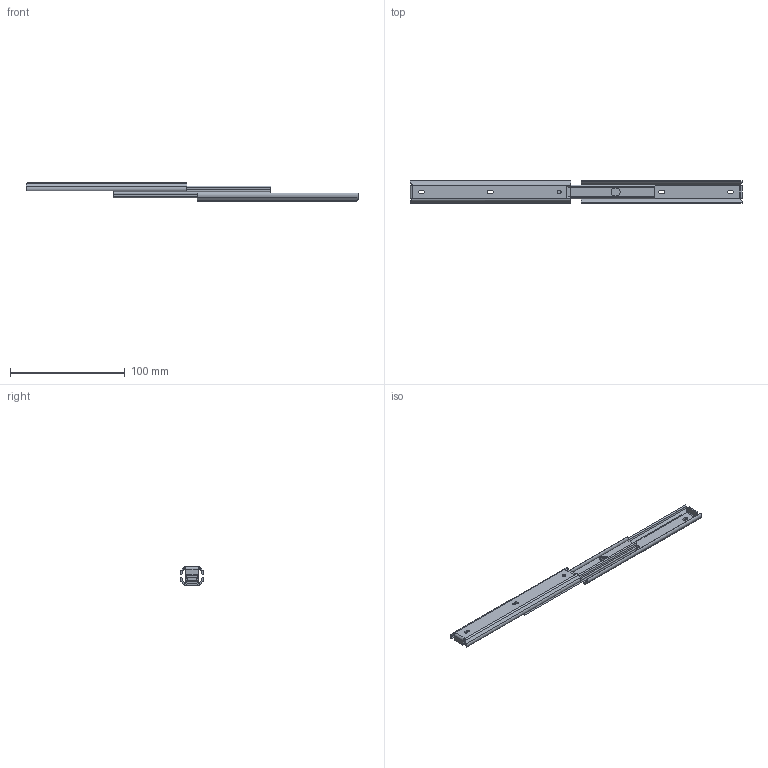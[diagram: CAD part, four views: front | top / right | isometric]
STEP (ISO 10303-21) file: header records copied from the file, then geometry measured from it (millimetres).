
FILE_DESCRIPTION (( 'STEP AP203' ), '1' );
FILE_NAME ('KC-284-14.STEP', '2019-06-06T00:10:23', ( '' ), ( '' ), 'SwSTEP 2.0', 'SolidWorks 2014', '' );
FILE_SCHEMA (( 'CONFIG_CONTROL_DESIGN' ));
Length unit declared in the file: millimetre
Products named in the file (3): KC-284-14中間リテイナー_; KC-284-14僇僶乕_岞-1; KC-284-14
Assembly tree (4 placements, depth 2):
  KC-284-14
    KC-284-14僇僶乕_岞-1  x2
    KC-284-14中間リテイナー_  x2
Bounding box: 289 x 20 x 16 mm (x, y, z)
Volume: 16738.3 mm3; surface area: 27355.3 mm2
Topology: 4 solids, 4 shells, 176 faces, 508 edges, 336 vertices
Faces by surface type: cylinder 88, plane 88
Entity records: 3321 total; most frequent: CARTESIAN_POINT 583, ORIENTED_EDGE 508, DIRECTION 504, EDGE_CURVE 254, AXIS2_PLACEMENT_3D 173, VERTEX_POINT 168, VECTOR 158, LINE 158
